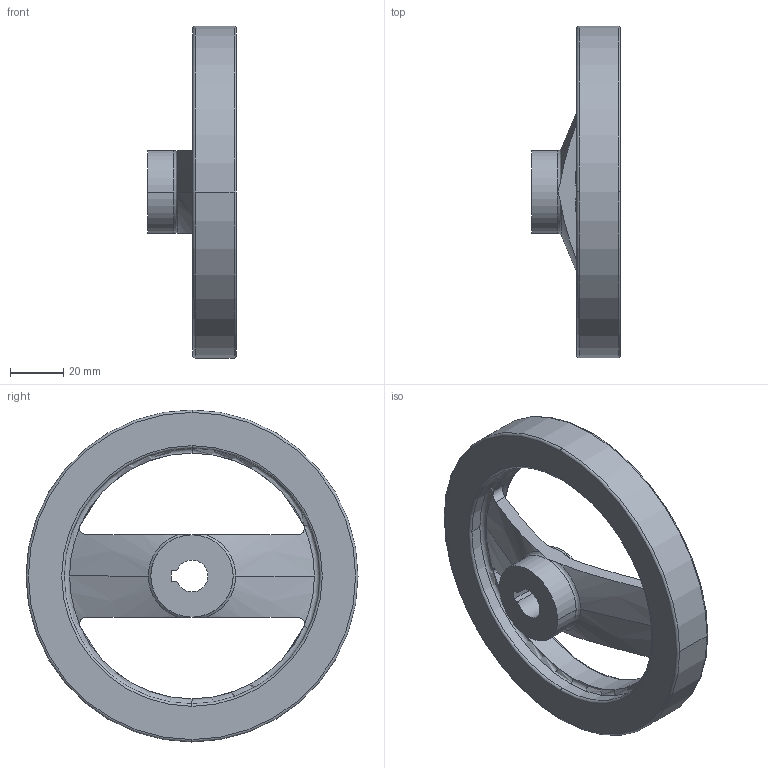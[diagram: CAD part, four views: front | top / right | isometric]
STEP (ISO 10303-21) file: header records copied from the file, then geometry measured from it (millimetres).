
FILE_DESCRIPTION( ( '' ), '1' );
FILE_NAME( 'K0162.1125X12_ohne Zylindergriff, Nabe mit Nut.stp', '2012-10-29T09:44:56', ( '' ), ( '' ), ' ', ' ', ' ' );
FILE_SCHEMA( ( 'CONFIG_CONTROL_DESIGN' ) );
Length unit declared in the file: millimetre
Products named in the file (1): 1
Bounding box: 33.5 x 125 x 125 mm (x, y, z)
Volume: 109176.7 mm3; surface area: 29861.8 mm2
Topology: 1 solids, 1 shells, 47 faces, 139 edges, 92 vertices
Faces by surface type: cylinder 16, torus 14, plane 9, cone 8
Entity records: 1891 total; most frequent: CARTESIAN_POINT 563, DIRECTION 285, ORIENTED_EDGE 278, EDGE_CURVE 139, AXIS2_PLACEMENT_3D 126, VERTEX_POINT 92, CIRCLE 78, EDGE_LOOP 51
